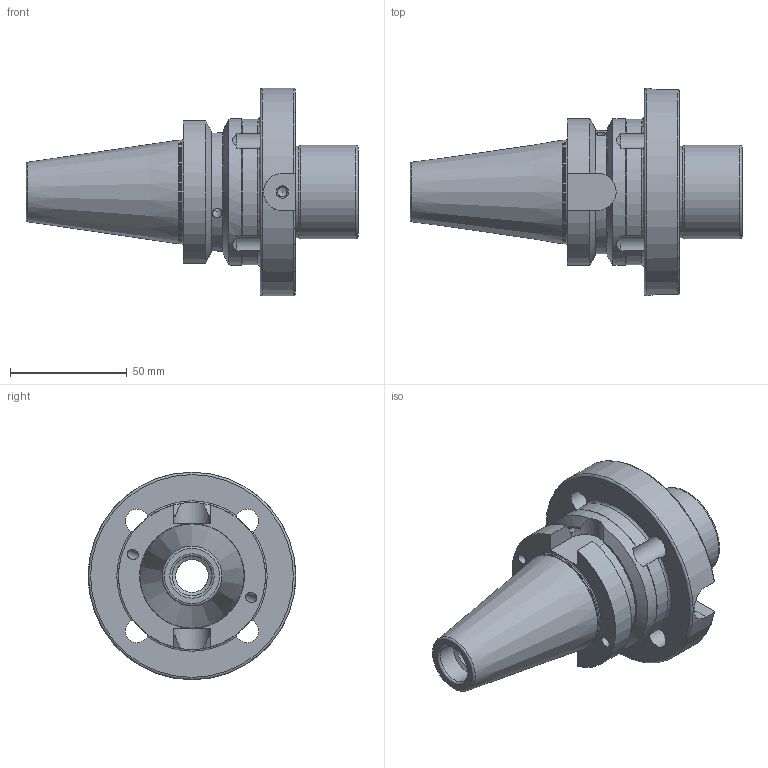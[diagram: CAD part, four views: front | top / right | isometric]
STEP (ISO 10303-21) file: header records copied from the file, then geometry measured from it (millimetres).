
FILE_DESCRIPTION(/* description */ (''),/* implementation_level */ '2;1');
FILE_NAME(/* name */ '7540051-05.stp',/* time_stamp */ '2019-07-09T08:33:13+02:00',/* author */ ('SCHUESSLER'),/* organization */ (''),/* preprocessor_version */ 'ST-DEVELOPER v17.2',/* originating_system */ 'Autodesk Inventor 2019',/* authorisation */ '');
FILE_SCHEMA (('AUTOMOTIVE_DESIGN { 1 0 10303 214 3 1 1 }'));
Length unit declared in the file: millimetre
Products named in the file (1): 7540051-05
Bounding box: 142.4 x 89 x 89 mm (x, y, z)
Volume: 242844.5 mm3; surface area: 45477.9 mm2
Topology: 1 solids, 1 shells, 104 faces, 346 edges, 239 vertices
Faces by surface type: cylinder 35, cone 26, torus 22, plane 21
Full cylindrical faces by diameter (mm): 4 x4, 4.134 x2, 4.2 x4, 10.106 x4, 14 x1, 17 x1, 17.5 x1, 21 x1, 39.4 x1, 40 x1, 44.25 x1, 63 x1, 89 x1
Entity records: 4396 total; most frequent: CARTESIAN_POINT 1246, ORIENTED_EDGE 680, DIRECTION 669, EDGE_CURVE 340, AXIS2_PLACEMENT_3D 282, VERTEX_POINT 239, CIRCLE 169, EDGE_LOOP 123
